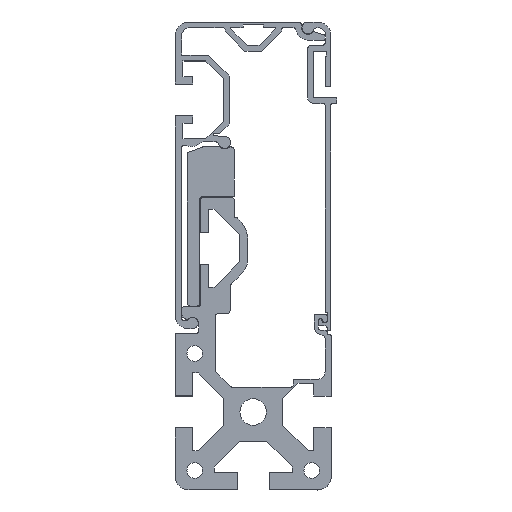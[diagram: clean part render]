
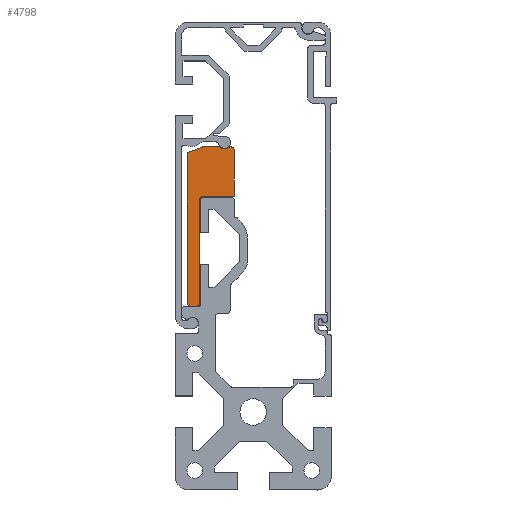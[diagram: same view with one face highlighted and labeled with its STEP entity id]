
A CAD part, top view. The second image highlights one B-rep face of the part: STEP entity #4798.
In plain terms, the highlighted planar face has unit normal (0, 0, 1).
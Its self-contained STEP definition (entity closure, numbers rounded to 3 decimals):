
#44=PLANE('',#5077);
#211=FACE_OUTER_BOUND('',#465,.T.);
#465=EDGE_LOOP('',(#3304,#3305,#3306,#3307,#3308,#3309,#3310,#3311,#3312,
#3313,#3314,#3315,#3316,#3317,#3318,#3319,#3320,#3321));
#716=LINE('',#6936,#1256);
#720=LINE('',#6948,#1260);
#724=LINE('',#6960,#1264);
#728=LINE('',#6972,#1268);
#734=LINE('',#6993,#1274);
#738=LINE('',#7005,#1278);
#742=LINE('',#7017,#1282);
#747=LINE('',#7033,#1287);
#1256=VECTOR('',#5498,4.366);
#1260=VECTOR('',#5510,3.835);
#1264=VECTOR('',#5522,38.153);
#1268=VECTOR('',#5534,1.5);
#1274=VECTOR('',#5554,7.806);
#1278=VECTOR('',#5566,11.5);
#1282=VECTOR('',#5578,0.322);
#1287=VECTOR('',#5599,26.5);
#1794=CIRCLE('',#5039,0.2);
#1796=CIRCLE('',#5043,0.4);
#1798=CIRCLE('',#5047,0.4);
#1800=CIRCLE('',#5051,0.9);
#1802=CIRCLE('',#5055,0.9);
#1804=CIRCLE('',#5058,0.6);
#1806=CIRCLE('',#5062,0.4);
#1808=CIRCLE('',#5066,0.9);
#1810=CIRCLE('',#5070,0.2);
#1812=CIRCLE('',#5073,1.65);
#1988=VERTEX_POINT('',#6926);
#1989=VERTEX_POINT('',#6927);
#1992=VERTEX_POINT('',#6935);
#1994=VERTEX_POINT('',#6941);
#1996=VERTEX_POINT('',#6947);
#1998=VERTEX_POINT('',#6953);
#2000=VERTEX_POINT('',#6959);
#2002=VERTEX_POINT('',#6965);
#2004=VERTEX_POINT('',#6971);
#2006=VERTEX_POINT('',#6977);
#2008=VERTEX_POINT('',#6983);
#2009=VERTEX_POINT('',#6984);
#2012=VERTEX_POINT('',#6992);
#2014=VERTEX_POINT('',#6998);
#2016=VERTEX_POINT('',#7004);
#2018=VERTEX_POINT('',#7010);
#2020=VERTEX_POINT('',#7016);
#2022=VERTEX_POINT('',#7022);
#2480=EDGE_CURVE('',#1988,#1989,#1794,.T.);
#2484=EDGE_CURVE('',#1992,#1988,#716,.T.);
#2487=EDGE_CURVE('',#1994,#1992,#1796,.T.);
#2490=EDGE_CURVE('',#1996,#1994,#720,.T.);
#2493=EDGE_CURVE('',#1998,#1996,#1798,.T.);
#2496=EDGE_CURVE('',#2000,#1998,#724,.T.);
#2499=EDGE_CURVE('',#2002,#2000,#1800,.T.);
#2502=EDGE_CURVE('',#2004,#2002,#728,.T.);
#2505=EDGE_CURVE('',#2006,#2004,#1802,.T.);
#2508=EDGE_CURVE('',#2008,#2009,#1804,.T.);
#2512=EDGE_CURVE('',#2012,#2008,#734,.T.);
#2515=EDGE_CURVE('',#2014,#2012,#1806,.T.);
#2518=EDGE_CURVE('',#2016,#2014,#738,.T.);
#2521=EDGE_CURVE('',#2018,#2016,#1808,.T.);
#2524=EDGE_CURVE('',#2020,#2018,#742,.T.);
#2527=EDGE_CURVE('',#2022,#2020,#1810,.T.);
#2530=EDGE_CURVE('',#1989,#2022,#1812,.T.);
#2533=EDGE_CURVE('',#2009,#2006,#747,.T.);
#3304=ORIENTED_EDGE('',*,*,#2533,.F.);
#3305=ORIENTED_EDGE('',*,*,#2508,.F.);
#3306=ORIENTED_EDGE('',*,*,#2512,.F.);
#3307=ORIENTED_EDGE('',*,*,#2515,.F.);
#3308=ORIENTED_EDGE('',*,*,#2518,.F.);
#3309=ORIENTED_EDGE('',*,*,#2521,.F.);
#3310=ORIENTED_EDGE('',*,*,#2524,.F.);
#3311=ORIENTED_EDGE('',*,*,#2527,.F.);
#3312=ORIENTED_EDGE('',*,*,#2530,.F.);
#3313=ORIENTED_EDGE('',*,*,#2480,.F.);
#3314=ORIENTED_EDGE('',*,*,#2484,.F.);
#3315=ORIENTED_EDGE('',*,*,#2487,.F.);
#3316=ORIENTED_EDGE('',*,*,#2490,.F.);
#3317=ORIENTED_EDGE('',*,*,#2493,.F.);
#3318=ORIENTED_EDGE('',*,*,#2496,.F.);
#3319=ORIENTED_EDGE('',*,*,#2499,.F.);
#3320=ORIENTED_EDGE('',*,*,#2502,.F.);
#3321=ORIENTED_EDGE('',*,*,#2505,.F.);
#4798=ADVANCED_FACE('',(#211),#44,.T.);
#5039=AXIS2_PLACEMENT_3D('',#6928,#5490,#5491);
#5043=AXIS2_PLACEMENT_3D('',#6942,#5503,#5504);
#5047=AXIS2_PLACEMENT_3D('',#6954,#5515,#5516);
#5051=AXIS2_PLACEMENT_3D('',#6966,#5527,#5528);
#5055=AXIS2_PLACEMENT_3D('',#6978,#5539,#5540);
#5058=AXIS2_PLACEMENT_3D('',#6985,#5546,#5547);
#5062=AXIS2_PLACEMENT_3D('',#6999,#5559,#5560);
#5066=AXIS2_PLACEMENT_3D('',#7011,#5571,#5572);
#5070=AXIS2_PLACEMENT_3D('',#7023,#5583,#5584);
#5073=AXIS2_PLACEMENT_3D('',#7028,#5590,#5591);
#5077=AXIS2_PLACEMENT_3D('',#7034,#5600,#5601);
#5490=DIRECTION('center_axis',(0.,0.,-1.));
#5491=DIRECTION('ref_axis',(0.683,0.73,0.));
#5498=DIRECTION('',(1.,0.,0.));
#5503=DIRECTION('center_axis',(0.,0.,-1.));
#5504=DIRECTION('ref_axis',(0.,1.,0.));
#5510=DIRECTION('',(0.936,0.351,0.));
#5515=DIRECTION('center_axis',(0.,0.,-1.));
#5516=DIRECTION('ref_axis',(-0.351,0.936,0.));
#5522=DIRECTION('',(0.,1.,0.));
#5527=DIRECTION('center_axis',(0.,0.,-1.));
#5528=DIRECTION('ref_axis',(-1.,0.,0.));
#5534=DIRECTION('',(-1.,0.,0.));
#5539=DIRECTION('center_axis',(0.,0.,-1.));
#5540=DIRECTION('ref_axis',(0.,-1.,0.));
#5546=DIRECTION('center_axis',(0.,0.,1.));
#5547=DIRECTION('ref_axis',(0.,-1.,0.));
#5554=DIRECTION('',(-1.,0.,0.));
#5559=DIRECTION('center_axis',(0.,0.,-1.));
#5560=DIRECTION('ref_axis',(0.,-1.,0.));
#5566=DIRECTION('',(0.,-1.,0.));
#5571=DIRECTION('center_axis',(0.,0.,-1.));
#5572=DIRECTION('ref_axis',(1.,0.,0.));
#5578=DIRECTION('',(1.,0.,0.));
#5583=DIRECTION('center_axis',(0.,0.,-1.));
#5584=DIRECTION('ref_axis',(0.,1.,0.));
#5590=DIRECTION('center_axis',(0.,0.,1.));
#5591=DIRECTION('ref_axis',(0.683,0.73,0.));
#5599=DIRECTION('',(0.,-1.,0.));
#5600=DIRECTION('center_axis',(0.,0.,1.));
#5601=DIRECTION('ref_axis',(1.,0.,0.));
#6926=CARTESIAN_POINT('',(-8.604,87.966,0.5));
#6927=CARTESIAN_POINT('',(-8.467,87.912,0.5));
#6928=CARTESIAN_POINT('Origin',(-8.604,87.766,0.5));
#6935=CARTESIAN_POINT('',(-12.97,87.966,0.5));
#6936=CARTESIAN_POINT('',(-8.604,87.966,0.5));
#6941=CARTESIAN_POINT('',(-13.11,87.94,0.5));
#6942=CARTESIAN_POINT('Origin',(-12.97,87.566,0.5));
#6947=CARTESIAN_POINT('',(-16.701,86.594,0.5));
#6948=CARTESIAN_POINT('',(-13.11,87.94,0.5));
#6953=CARTESIAN_POINT('',(-16.961,86.219,0.5));
#6954=CARTESIAN_POINT('Origin',(-16.561,86.219,0.5));
#6959=CARTESIAN_POINT('',(-16.961,48.066,0.5));
#6960=CARTESIAN_POINT('',(-16.961,86.219,0.5));
#6965=CARTESIAN_POINT('',(-16.061,47.166,0.5));
#6966=CARTESIAN_POINT('Origin',(-16.061,48.066,0.5));
#6971=CARTESIAN_POINT('',(-14.561,47.166,0.5));
#6972=CARTESIAN_POINT('',(-16.061,47.166,0.5));
#6977=CARTESIAN_POINT('',(-13.661,48.066,0.5));
#6978=CARTESIAN_POINT('Origin',(-14.561,48.066,0.5));
#6983=CARTESIAN_POINT('',(-13.061,75.166,0.5));
#6984=CARTESIAN_POINT('',(-13.661,74.566,0.5));
#6985=CARTESIAN_POINT('Origin',(-13.061,74.566,0.5));
#6992=CARTESIAN_POINT('',(-5.254,75.166,0.5));
#6993=CARTESIAN_POINT('',(-13.061,75.166,0.5));
#6998=CARTESIAN_POINT('',(-4.854,75.566,0.5));
#6999=CARTESIAN_POINT('Origin',(-5.254,75.566,0.5));
#7004=CARTESIAN_POINT('',(-4.854,87.066,0.5));
#7005=CARTESIAN_POINT('',(-4.854,75.566,0.5));
#7010=CARTESIAN_POINT('',(-5.754,87.966,0.5));
#7011=CARTESIAN_POINT('Origin',(-5.754,87.066,0.5));
#7016=CARTESIAN_POINT('',(-6.076,87.966,0.5));
#7017=CARTESIAN_POINT('',(-5.754,87.966,0.5));
#7022=CARTESIAN_POINT('',(-6.213,87.912,0.5));
#7023=CARTESIAN_POINT('Origin',(-6.076,87.766,0.5));
#7028=CARTESIAN_POINT('Origin',(-7.34,89.117,0.5));
#7033=CARTESIAN_POINT('',(-13.661,48.066,0.5));
#7034=CARTESIAN_POINT('Origin',(-13.201,69.772,0.5));
